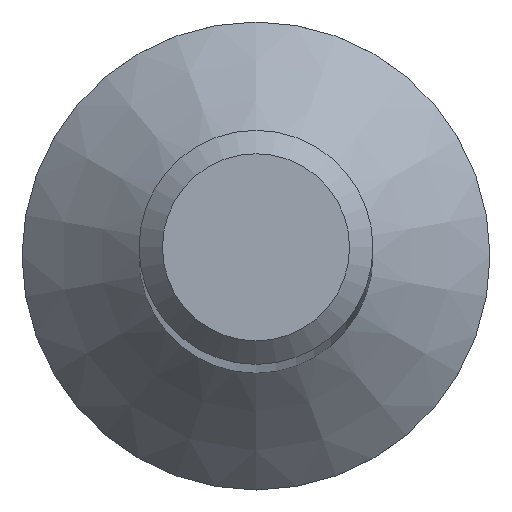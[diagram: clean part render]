
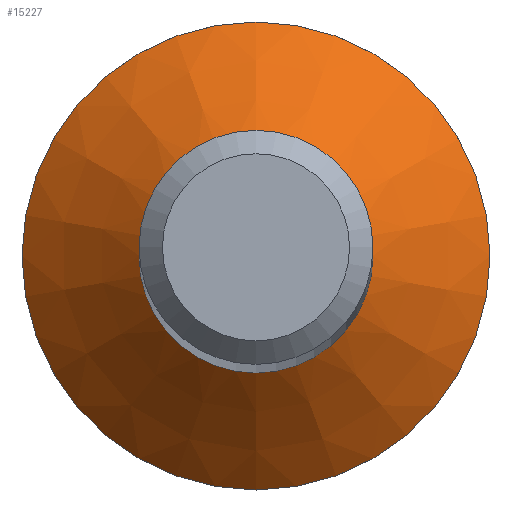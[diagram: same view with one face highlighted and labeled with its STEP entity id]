
A CAD part, top view. The second image highlights one B-rep face of the part: STEP entity #15227.
In plain terms, the highlighted conical face has half-angle 45 degrees and reference radius 8 mm.
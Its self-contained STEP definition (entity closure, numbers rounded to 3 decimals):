
#362 = VERTEX_POINT ( 'NONE', #1966 ) ;
#919 = CARTESIAN_POINT ( 'NONE',  ( 0., 0., 0.4 ) ) ;
#1362 = AXIS2_PLACEMENT_3D ( 'NONE', #3908, #9097, #10313 ) ;
#1966 = CARTESIAN_POINT ( 'NONE',  ( 0., 8., 0.4 ) ) ;
#2725 = AXIS2_PLACEMENT_3D ( 'NONE', #919, #12247, #13432 ) ;
#3891 = CIRCLE ( 'NONE', #2725, 8. ) ;
#3908 = CARTESIAN_POINT ( 'NONE',  ( 0., 0., 4.4 ) ) ;
#3950 = EDGE_CURVE ( 'NONE', #362, #362, #3891, .T. ) ;
#5306 = AXIS2_PLACEMENT_3D ( 'NONE', #8318, #9599, #10876 ) ;
#6157 = CIRCLE ( 'NONE', #1362, 4. ) ;
#8318 = CARTESIAN_POINT ( 'NONE',  ( 0., 0., 0.4 ) ) ;
#9097 = DIRECTION ( 'NONE',  ( 0., 0., -1. ) ) ;
#9584 = CONICAL_SURFACE ( 'NONE', #5306, 8., 0.785 ) ;
#9599 = DIRECTION ( 'NONE',  ( 0., 0., -1. ) ) ;
#10084 = EDGE_LOOP ( 'NONE', ( #16076 ) ) ;
#10313 = DIRECTION ( 'NONE',  ( 0., 1., 0. ) ) ;
#10876 = DIRECTION ( 'NONE',  ( 0., 1., 0. ) ) ;
#11977 = FACE_BOUND ( 'NONE', #12115, .T. ) ;
#12115 = EDGE_LOOP ( 'NONE', ( #13876 ) ) ;
#12247 = DIRECTION ( 'NONE',  ( 0., 0., -1. ) ) ;
#12345 = VERTEX_POINT ( 'NONE', #14989 ) ;
#13432 = DIRECTION ( 'NONE',  ( 0., 1., 0. ) ) ;
#13772 = FACE_OUTER_BOUND ( 'NONE', #10084, .T. ) ;
#13876 = ORIENTED_EDGE ( 'NONE', *, *, #15526, .T. ) ;
#14989 = CARTESIAN_POINT ( 'NONE',  ( 0., 4., 4.4 ) ) ;
#15227 = ADVANCED_FACE ( 'NONE', ( #13772, #11977 ), #9584, .T. ) ;
#15526 = EDGE_CURVE ( 'NONE', #12345, #12345, #6157, .T. ) ;
#16076 = ORIENTED_EDGE ( 'NONE', *, *, #3950, .F. ) ;
